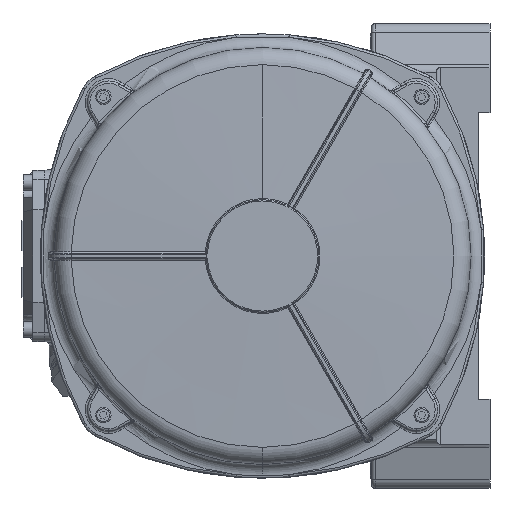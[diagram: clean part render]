
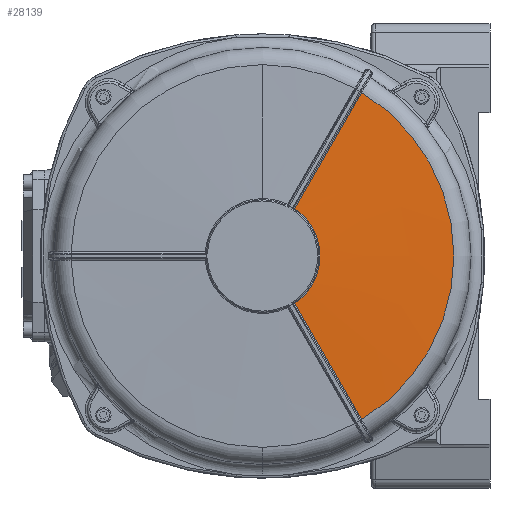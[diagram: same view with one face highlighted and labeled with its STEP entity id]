
A CAD part, left-side view. The second image highlights one B-rep face of the part: STEP entity #28139.
In plain terms, the highlighted conical face has half-angle 88 degrees and reference radius 176 mm.
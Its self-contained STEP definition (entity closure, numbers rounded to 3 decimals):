
#28130 = VERTEX_POINT ( 'NONE', #48936 ) ;
#28131 = ORIENTED_EDGE ( 'NONE', *, *, #28202, .F. ) ;
#28139 = ADVANCED_FACE ( 'NONE', ( #48921 ), #48966, .T. ) ;
#28140 = VERTEX_POINT ( 'NONE', #48957 ) ;
#28195 = ORIENTED_EDGE ( 'NONE', *, *, #28204, .F. ) ;
#28198 = ORIENTED_EDGE ( 'NONE', *, *, #28211, .F. ) ;
#28199 = EDGE_CURVE ( 'NONE', #28140, #28130, #49127, .T. ) ;
#28201 = ORIENTED_EDGE ( 'NONE', *, *, #28199, .F. ) ;
#28202 = EDGE_CURVE ( 'NONE', #28207, #28140, #49119, .T. ) ;
#28204 = EDGE_CURVE ( 'NONE', #28206, #28207, #49121, .T. ) ;
#28206 = VERTEX_POINT ( 'NONE', #49164 ) ;
#28207 = VERTEX_POINT ( 'NONE', #49133 ) ;
#28210 = EDGE_LOOP ( 'NONE', ( #28195, #28198, #28201, #28131 ) ) ;
#28211 = EDGE_CURVE ( 'NONE', #28130, #28206, #49158, .T. ) ;
#48921 = FACE_OUTER_BOUND ( 'NONE', #28210, .T. ) ;
#48936 = CARTESIAN_POINT ( 'NONE',  ( -309.718, 108.227, -138.101 ) ) ;
#48947 = CARTESIAN_POINT ( 'NONE',  ( -309.213, 192., 0. ) ) ;
#48948 = AXIS2_PLACEMENT_3D ( 'NONE', #48947, #48995, #48994 ) ;
#48957 = CARTESIAN_POINT ( 'NONE',  ( -309.718, 108.227, 138.101 ) ) ;
#48966 = CONICAL_SURFACE ( 'NONE', #48948, 176., 1.536 ) ;
#48994 = DIRECTION ( 'NONE',  ( 0., 0., 1. ) ) ;
#48995 = DIRECTION ( 'NONE',  ( 1., 0., 0. ) ) ;
#49106 = CARTESIAN_POINT ( 'NONE',  ( -312.203, 143.813, 76.464 ) ) ;
#49107 = CARTESIAN_POINT ( 'NONE',  ( -312.575, 149.144, 67.232 ) ) ;
#49108 = CARTESIAN_POINT ( 'NONE',  ( -312.946, 154.474, 58. ) ) ;
#49109 = CARTESIAN_POINT ( 'NONE',  ( -313.318, 159.804, 48.769 ) ) ;
#49110 = CARTESIAN_POINT ( 'NONE',  ( -313.411, 161.137, 46.461 ) ) ;
#49111 = CARTESIAN_POINT ( 'NONE',  ( -313.504, 162.47, 44.153 ) ) ;
#49112 = CARTESIAN_POINT ( 'NONE',  ( -313.597, 163.802, 41.845 ) ) ;
#49113 = CARTESIAN_POINT ( 'NONE',  ( -313.62, 164.135, 41.268 ) ) ;
#49114 = CARTESIAN_POINT ( 'NONE',  ( -313.643, 164.469, 40.691 ) ) ;
#49117 = CARTESIAN_POINT ( 'NONE',  ( -313.666, 164.802, 40.114 ) ) ;
#49119 = B_SPLINE_CURVE_WITH_KNOTS ( 'NONE', 3,
 ( #49117, #49114, #49113, #49112, #49111, #49110, #49109, #49108, #49107, #49106, #49171, #49170, #49169 ),
 .UNSPECIFIED., .F., .F.,
 ( 4, 3, 3, 3, 4 ),
 ( 0., 0.002, 0.01, 0.042, 0.113 ),
 .UNSPECIFIED. ) ;
#49120 = AXIS2_PLACEMENT_3D ( 'NONE', #49126, #49168, #49167 ) ;
#49121 = CIRCLE ( 'NONE', #49120, 48.465 ) ;
#49122 = DIRECTION ( 'NONE',  ( 0., 0., 1. ) ) ;
#49124 = DIRECTION ( 'NONE',  ( 1., 0., 0. ) ) ;
#49125 = CARTESIAN_POINT ( 'NONE',  ( -309.718, 192., 0. ) ) ;
#49126 = CARTESIAN_POINT ( 'NONE',  ( -313.666, 192., 0. ) ) ;
#49127 = CIRCLE ( 'NONE', #49132, 161.523 ) ;
#49132 = AXIS2_PLACEMENT_3D ( 'NONE', #49125, #49124, #49122 ) ;
#49133 = CARTESIAN_POINT ( 'NONE',  ( -313.666, 164.802, 40.114 ) ) ;
#49141 = CARTESIAN_POINT ( 'NONE',  ( -313.666, 164.802, -40.114 ) ) ;
#49142 = CARTESIAN_POINT ( 'NONE',  ( -312.84, 152.939, -60.659 ) ) ;
#49143 = CARTESIAN_POINT ( 'NONE',  ( -312.012, 141.076, -81.205 ) ) ;
#49144 = CARTESIAN_POINT ( 'NONE',  ( -311.184, 129.214, -101.75 ) ) ;
#49145 = CARTESIAN_POINT ( 'NONE',  ( -310.811, 123.884, -110.982 ) ) ;
#49146 = CARTESIAN_POINT ( 'NONE',  ( -310.439, 118.554, -120.214 ) ) ;
#49147 = CARTESIAN_POINT ( 'NONE',  ( -310.067, 113.224, -129.446 ) ) ;
#49148 = CARTESIAN_POINT ( 'NONE',  ( -309.974, 111.891, -131.754 ) ) ;
#49149 = CARTESIAN_POINT ( 'NONE',  ( -309.881, 110.559, -134.062 ) ) ;
#49150 = CARTESIAN_POINT ( 'NONE',  ( -309.788, 109.226, -136.37 ) ) ;
#49151 = CARTESIAN_POINT ( 'NONE',  ( -309.765, 108.893, -136.947 ) ) ;
#49152 = CARTESIAN_POINT ( 'NONE',  ( -309.741, 108.56, -137.524 ) ) ;
#49157 = CARTESIAN_POINT ( 'NONE',  ( -309.718, 108.227, -138.101 ) ) ;
#49158 = B_SPLINE_CURVE_WITH_KNOTS ( 'NONE', 3,
 ( #49157, #49152, #49151, #49150, #49149, #49148, #49147, #49146, #49145, #49144, #49143, #49142, #49141 ),
 .UNSPECIFIED., .F., .F.,
 ( 4, 3, 3, 3, 4 ),
 ( 0., 0.002, 0.01, 0.042, 0.113 ),
 .UNSPECIFIED. ) ;
#49164 = CARTESIAN_POINT ( 'NONE',  ( -313.666, 164.802, -40.114 ) ) ;
#49167 = DIRECTION ( 'NONE',  ( 0., 0., 1. ) ) ;
#49168 = DIRECTION ( 'NONE',  ( -1., 0., 0. ) ) ;
#49169 = CARTESIAN_POINT ( 'NONE',  ( -309.718, 108.227, 138.101 ) ) ;
#49170 = CARTESIAN_POINT ( 'NONE',  ( -310.546, 120.089, 117.555 ) ) ;
#49171 = CARTESIAN_POINT ( 'NONE',  ( -311.375, 131.951, 97.01 ) ) ;
